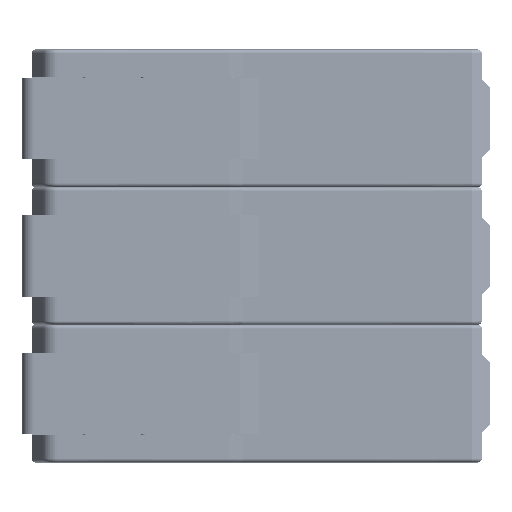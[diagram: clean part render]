
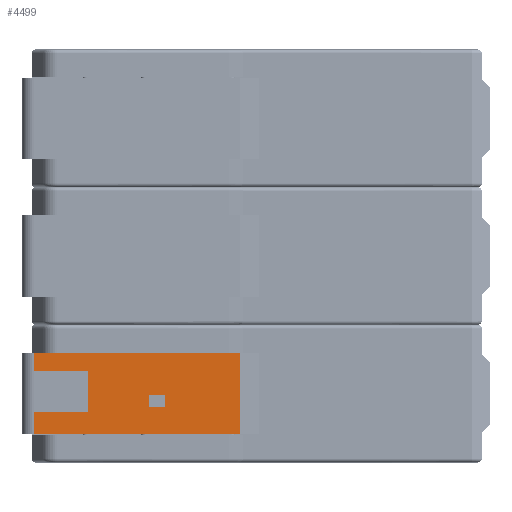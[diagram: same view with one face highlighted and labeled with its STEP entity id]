
A CAD part, front view. The second image highlights one B-rep face of the part: STEP entity #4499.
In plain terms, the highlighted planar face has unit normal (0, -1, 0).
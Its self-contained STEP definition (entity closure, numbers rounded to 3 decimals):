
#4499=ADVANCED_FACE('',(#7084,#7085),#5790,.F.);
#5790=PLANE('',#36889);
#7084=FACE_BOUND('',#8816,.T.);
#7085=FACE_BOUND('',#8817,.T.);
#8816=EDGE_LOOP('',(#18142,#18143,#18144,#18145));
#8817=EDGE_LOOP('',(#18146,#18147,#18148,#18149,#18150,#18151,#18152,#18153));
#18142=ORIENTED_EDGE('',*,*,#26593,.F.);
#18143=ORIENTED_EDGE('',*,*,#26594,.F.);
#18144=ORIENTED_EDGE('',*,*,#26595,.F.);
#18145=ORIENTED_EDGE('',*,*,#26596,.F.);
#18146=ORIENTED_EDGE('',*,*,#26597,.F.);
#18147=ORIENTED_EDGE('',*,*,#26598,.T.);
#18148=ORIENTED_EDGE('',*,*,#26599,.F.);
#18149=ORIENTED_EDGE('',*,*,#26600,.F.);
#18150=ORIENTED_EDGE('',*,*,#26601,.F.);
#18151=ORIENTED_EDGE('',*,*,#26602,.T.);
#18152=ORIENTED_EDGE('',*,*,#26548,.T.);
#18153=ORIENTED_EDGE('',*,*,#26603,.F.);
#21760=VERTEX_POINT('',#67003);
#21761=VERTEX_POINT('',#67004);
#21804=VERTEX_POINT('',#67095);
#21805=VERTEX_POINT('',#67096);
#21806=VERTEX_POINT('',#67098);
#21807=VERTEX_POINT('',#67100);
#21808=VERTEX_POINT('',#67103);
#21809=VERTEX_POINT('',#67104);
#21810=VERTEX_POINT('',#67106);
#21811=VERTEX_POINT('',#67108);
#21812=VERTEX_POINT('',#67110);
#21813=VERTEX_POINT('',#67112);
#26548=EDGE_CURVE('',#21760,#21761,#30373,.T.);
#26593=EDGE_CURVE('',#21804,#21805,#30413,.T.);
#26594=EDGE_CURVE('',#21806,#21804,#30414,.T.);
#26595=EDGE_CURVE('',#21807,#21806,#30415,.T.);
#26596=EDGE_CURVE('',#21805,#21807,#30416,.T.);
#26597=EDGE_CURVE('',#21808,#21809,#30417,.T.);
#26598=EDGE_CURVE('',#21808,#21810,#30418,.T.);
#26599=EDGE_CURVE('',#21811,#21810,#30419,.T.);
#26600=EDGE_CURVE('',#21812,#21811,#30420,.T.);
#26601=EDGE_CURVE('',#21813,#21812,#30421,.T.);
#26602=EDGE_CURVE('',#21813,#21760,#30422,.T.);
#26603=EDGE_CURVE('',#21809,#21761,#30423,.T.);
#30373=LINE('',#67002,#34152);
#30413=LINE('',#67094,#34192);
#30414=LINE('',#67097,#34193);
#30415=LINE('',#67099,#34194);
#30416=LINE('',#67101,#34195);
#30417=LINE('',#67102,#34196);
#30418=LINE('',#67105,#34197);
#30419=LINE('',#67107,#34198);
#30420=LINE('',#67109,#34199);
#30421=LINE('',#67111,#34200);
#30422=LINE('',#67113,#34201);
#30423=LINE('',#67114,#34202);
#34152=VECTOR('',#45474,1.);
#34192=VECTOR('',#45530,1.);
#34193=VECTOR('',#45531,1.);
#34194=VECTOR('',#45532,1.);
#34195=VECTOR('',#45533,1.);
#34196=VECTOR('',#45534,1.);
#34197=VECTOR('',#45535,1.);
#34198=VECTOR('',#45536,1.);
#34199=VECTOR('',#45537,1.);
#34200=VECTOR('',#45538,1.);
#34201=VECTOR('',#45539,1.);
#34202=VECTOR('',#45540,1.);
#36889=AXIS2_PLACEMENT_3D('',#67115,#45541,#45542);
#45474=DIRECTION('',(1.,0.,0.));
#45530=DIRECTION('',(0.,0.,-1.));
#45531=DIRECTION('',(-1.,0.,0.));
#45532=DIRECTION('',(0.,0.,1.));
#45533=DIRECTION('',(1.,0.,0.));
#45534=DIRECTION('',(1.,0.,0.));
#45535=DIRECTION('',(0.,0.,-1.));
#45536=DIRECTION('',(-1.,0.,0.));
#45537=DIRECTION('',(0.,0.,1.));
#45538=DIRECTION('',(1.,0.,0.));
#45539=DIRECTION('',(0.,0.,-1.));
#45540=DIRECTION('',(0.,0.,-1.));
#45541=DIRECTION('',(0.,1.,0.));
#45542=DIRECTION('',(1.,0.,0.));
#67002=CARTESIAN_POINT('',(-45.914,-44.124,-27.978));
#67003=CARTESIAN_POINT('',(-42.914,-44.124,-27.978));
#67004=CARTESIAN_POINT('',(9.761,-44.124,-27.978));
#67094=CARTESIAN_POINT('',(-13.414,-44.124,-7.178));
#67095=CARTESIAN_POINT('',(-13.414,-44.124,-18.056));
#67096=CARTESIAN_POINT('',(-13.414,-44.124,-21.056));
#67097=CARTESIAN_POINT('',(-45.914,-44.124,-18.056));
#67098=CARTESIAN_POINT('',(-9.414,-44.124,-18.056));
#67099=CARTESIAN_POINT('',(-9.414,-44.124,-7.178));
#67100=CARTESIAN_POINT('',(-9.414,-44.124,-21.056));
#67101=CARTESIAN_POINT('',(-45.914,-44.124,-21.056));
#67102=CARTESIAN_POINT('',(-45.914,-44.124,-7.178));
#67103=CARTESIAN_POINT('',(-42.914,-44.124,-7.178));
#67104=CARTESIAN_POINT('',(9.761,-44.124,-7.178));
#67105=CARTESIAN_POINT('',(-42.914,-44.124,-7.178));
#67106=CARTESIAN_POINT('',(-42.914,-44.124,-11.828));
#67107=CARTESIAN_POINT('',(-45.914,-44.124,-11.828));
#67108=CARTESIAN_POINT('',(-28.914,-44.124,-11.828));
#67109=CARTESIAN_POINT('',(-28.914,-44.124,-7.178));
#67110=CARTESIAN_POINT('',(-28.914,-44.124,-22.328));
#67111=CARTESIAN_POINT('',(-45.914,-44.124,-22.328));
#67112=CARTESIAN_POINT('',(-42.914,-44.124,-22.328));
#67113=CARTESIAN_POINT('',(-42.914,-44.124,-7.178));
#67114=CARTESIAN_POINT('',(9.761,-44.124,-7.178));
#67115=CARTESIAN_POINT('',(-45.914,-44.124,-7.178));
